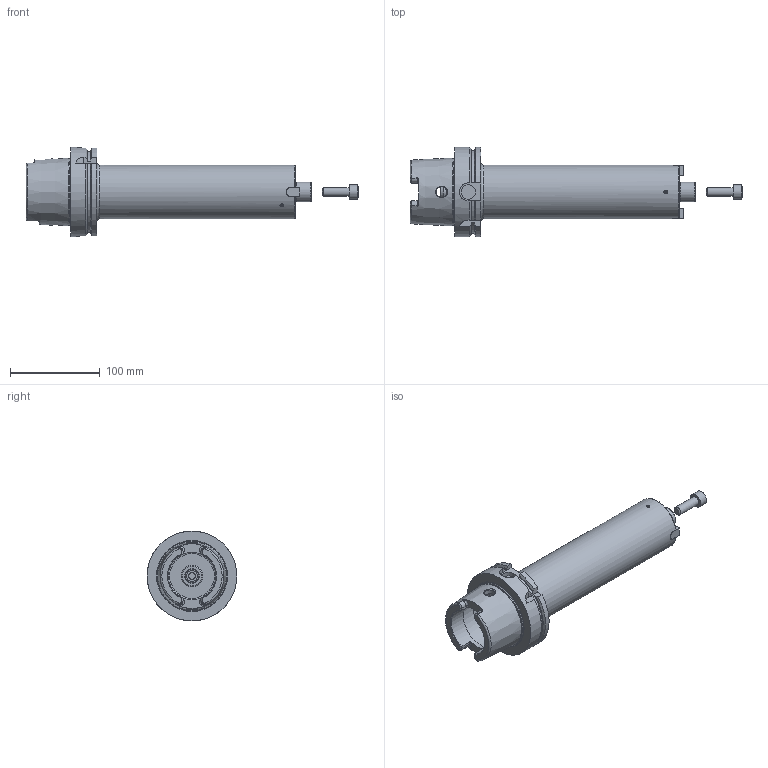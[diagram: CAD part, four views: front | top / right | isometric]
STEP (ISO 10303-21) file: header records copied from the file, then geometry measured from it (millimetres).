
FILE_DESCRIPTION((''),'2;1');
FILE_NAME('535017722250-3D.stp','2020-05-04T14:46:33',('nttooll'),(''),'Autodesk Inventor 2012','Autodesk Inventor 2012','');
FILE_SCHEMA(('AUTOMOTIVE_DESIGN { 1 0 10303 214 1 1 1 1 }'));
Length unit declared in the file: millimetre
Products named in the file (1): 535017722250-3D
Bounding box: 370 x 100 x 100 mm (x, y, z)
Volume: 880377.5 mm3; surface area: 105693.5 mm2
Topology: 2 solids, 5 shells, 227 faces, 543 edges, 335 vertices
Faces by surface type: plane 82, cylinder 68, cone 52, torus 19, sphere 6
Full cylindrical faces by diameter (mm): 2.309 x3, 2.5 x6, 3 x3, 3.4 x3, 4 x6, 8.7 x1, 9.238 x1, 10 x2, 10.5 x1, 12 x3, 15.3 x1, 16 x3, 21.6 x1, 22 x1, 24 x1, 53 x1, 53.8 x1, 60 x1, 63 x1, 75.3 x1, 100 x1
Entity records: 6568 total; most frequent: CARTESIAN_POINT 1831, DIRECTION 993, ORIENTED_EDGE 860, EDGE_CURVE 430, AXIS2_PLACEMENT_3D 419, EDGE_LOOP 335, VERTEX_POINT 306, FACE_OUTER_BOUND 227
